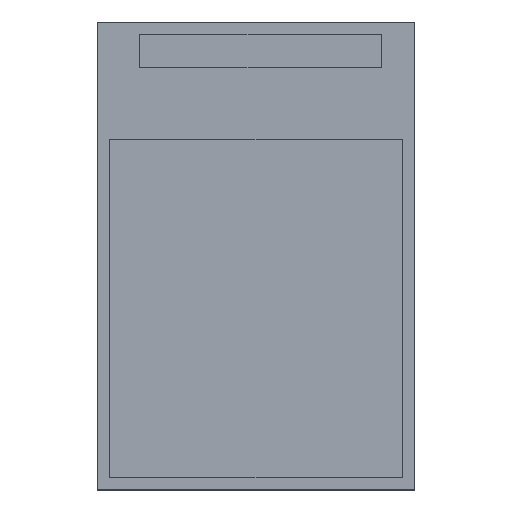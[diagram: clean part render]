
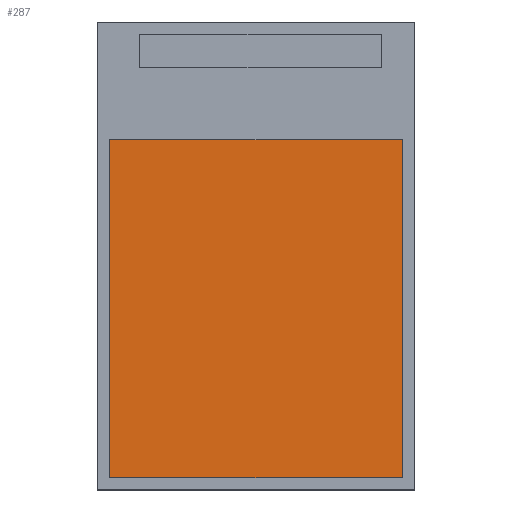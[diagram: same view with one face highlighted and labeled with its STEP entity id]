
A CAD part, top view. The second image highlights one B-rep face of the part: STEP entity #287.
In plain terms, the highlighted planar face has unit normal (0, 0, 1).
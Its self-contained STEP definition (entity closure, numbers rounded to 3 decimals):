
#29=FACE_OUTER_BOUND('',#47,.T.);
#47=EDGE_LOOP('',(#227,#228,#229,#230));
#69=LINE('',#437,#105);
#72=LINE('',#443,#108);
#75=LINE('',#449,#111);
#78=LINE('',#453,#114);
#105=VECTOR('',#359,10.);
#108=VECTOR('',#364,10.);
#111=VECTOR('',#369,10.);
#114=VECTOR('',#374,10.);
#137=VERTEX_POINT('',#434);
#138=VERTEX_POINT('',#436);
#140=VERTEX_POINT('',#442);
#142=VERTEX_POINT('',#448);
#165=EDGE_CURVE('',#138,#137,#69,.T.);
#168=EDGE_CURVE('',#140,#138,#72,.T.);
#171=EDGE_CURVE('',#142,#140,#75,.T.);
#174=EDGE_CURVE('',#137,#142,#78,.T.);
#227=ORIENTED_EDGE('',*,*,#174,.T.);
#228=ORIENTED_EDGE('',*,*,#171,.T.);
#229=ORIENTED_EDGE('',*,*,#168,.T.);
#230=ORIENTED_EDGE('',*,*,#165,.T.);
#269=PLANE('',#321);
#287=ADVANCED_FACE('',(#29),#269,.T.);
#321=AXIS2_PLACEMENT_3D('',#454,#375,#376);
#359=DIRECTION('',(0.,1.,0.));
#364=DIRECTION('',(1.,0.,0.));
#369=DIRECTION('',(0.,-1.,0.));
#374=DIRECTION('',(-1.,0.,0.));
#375=DIRECTION('center_axis',(0.,0.,1.));
#376=DIRECTION('ref_axis',(1.,0.,0.));
#434=CARTESIAN_POINT('',(4.85,3.85,2.));
#436=CARTESIAN_POINT('',(4.85,-7.35,2.));
#437=CARTESIAN_POINT('',(4.85,3.85,2.));
#442=CARTESIAN_POINT('',(-4.85,-7.35,2.));
#443=CARTESIAN_POINT('',(4.85,-7.35,2.));
#448=CARTESIAN_POINT('',(-4.85,3.85,2.));
#449=CARTESIAN_POINT('',(-4.85,-7.35,2.));
#453=CARTESIAN_POINT('',(-4.85,3.85,2.));
#454=CARTESIAN_POINT('Origin',(0.,-1.75,2.));
